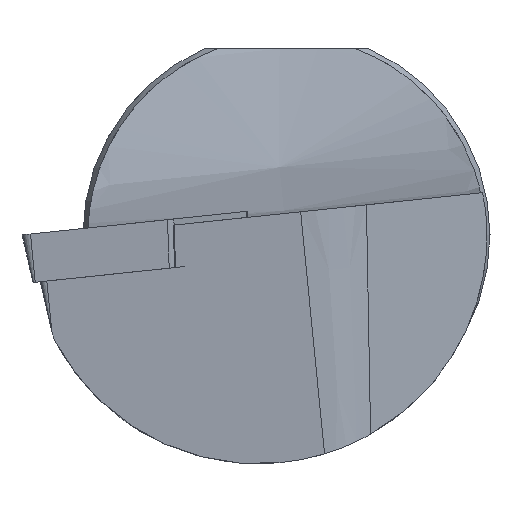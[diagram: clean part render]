
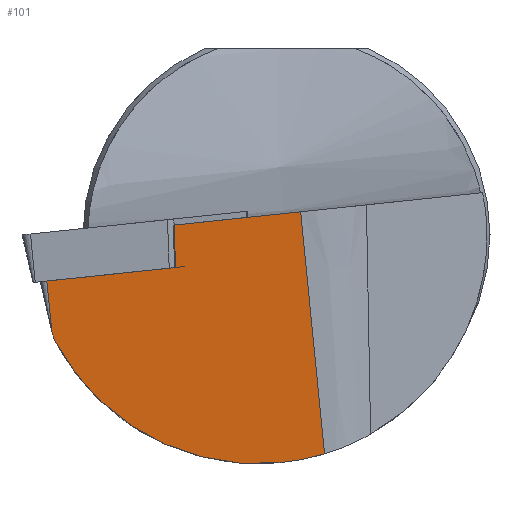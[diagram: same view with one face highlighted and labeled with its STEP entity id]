
A CAD part, left-side view. The second image highlights one B-rep face of the part: STEP entity #101.
In plain terms, the highlighted planar face has unit normal (-0.991, -0.064, -0.116).
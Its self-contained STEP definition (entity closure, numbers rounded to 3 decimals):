
#101=ADVANCED_FACE('',(#155),#133,.T.);
#133=PLANE('',#693);
#155=FACE_OUTER_BOUND('',#190,.T.);
#190=EDGE_LOOP('',(#292,#293,#294,#295,#296,#297,#298));
#221=ELLIPSE('',#692,11.35,11.25);
#292=ORIENTED_EDGE('',*,*,#513,.F.);
#293=ORIENTED_EDGE('',*,*,#514,.F.);
#294=ORIENTED_EDGE('',*,*,#515,.F.);
#295=ORIENTED_EDGE('',*,*,#516,.F.);
#296=ORIENTED_EDGE('',*,*,#517,.T.);
#297=ORIENTED_EDGE('',*,*,#518,.T.);
#298=ORIENTED_EDGE('',*,*,#519,.F.);
#444=VERTEX_POINT('',#960);
#445=VERTEX_POINT('',#961);
#446=VERTEX_POINT('',#963);
#447=VERTEX_POINT('',#965);
#448=VERTEX_POINT('',#967);
#449=VERTEX_POINT('',#969);
#450=VERTEX_POINT('',#971);
#513=EDGE_CURVE('',#444,#445,#597,.T.);
#514=EDGE_CURVE('',#446,#444,#598,.T.);
#515=EDGE_CURVE('',#447,#446,#599,.T.);
#516=EDGE_CURVE('',#448,#447,#600,.T.);
#517=EDGE_CURVE('',#448,#449,#221,.T.);
#518=EDGE_CURVE('',#449,#450,#601,.T.);
#519=EDGE_CURVE('',#445,#450,#602,.T.);
#597=LINE('',#959,#643);
#598=LINE('',#962,#644);
#599=LINE('',#964,#645);
#600=LINE('',#966,#646);
#601=LINE('',#970,#647);
#602=LINE('',#972,#648);
#643=VECTOR('',#790,1.);
#644=VECTOR('',#791,1.);
#645=VECTOR('',#792,1.);
#646=VECTOR('',#793,1.);
#647=VECTOR('',#796,1.);
#648=VECTOR('',#797,1.);
#692=AXIS2_PLACEMENT_3D('',#968,#794,#795);
#693=AXIS2_PLACEMENT_3D('',#973,#798,#799);
#790=DIRECTION('',(-0.118,0.034,0.992));
#791=DIRECTION('',(0.052,-0.993,0.104));
#792=DIRECTION('',(-0.122,0.097,0.988));
#793=DIRECTION('',(-0.13,0.321,0.938));
#794=DIRECTION('',(-0.991,-0.064,-0.116));
#795=DIRECTION('',(0.132,-0.48,-0.867));
#796=DIRECTION('',(-0.122,0.097,0.988));
#797=DIRECTION('',(0.052,-0.993,0.104));
#798=DIRECTION('',(-0.991,-0.064,-0.116));
#799=DIRECTION('',(-0.116,0.,0.993));
#959=CARTESIAN_POINT('',(0.515,5.563,0.369));
#960=CARTESIAN_POINT('',(0.75,5.494,-1.608));
#961=CARTESIAN_POINT('',(0.502,5.566,0.475));
#962=CARTESIAN_POINT('',(0.422,11.776,-2.269));
#963=CARTESIAN_POINT('',(0.422,11.776,-2.269));
#964=CARTESIAN_POINT('',(0.13,12.01,0.1));
#965=CARTESIAN_POINT('',(0.729,11.53,-4.763));
#966=CARTESIAN_POINT('',(0.104,13.07,-0.267));
#967=CARTESIAN_POINT('',(0.786,11.388,-5.176));
#968=CARTESIAN_POINT('',(0.827,1.4,0.));
#969=CARTESIAN_POINT('',(2.296,-1.868,-10.765));
#970=CARTESIAN_POINT('',(0.793,-0.665,1.432));
#971=CARTESIAN_POINT('',(0.83,-0.695,1.133));
#972=CARTESIAN_POINT('',(0.167,11.98,-0.199));
#973=CARTESIAN_POINT('',(0.13,12.01,0.1));
